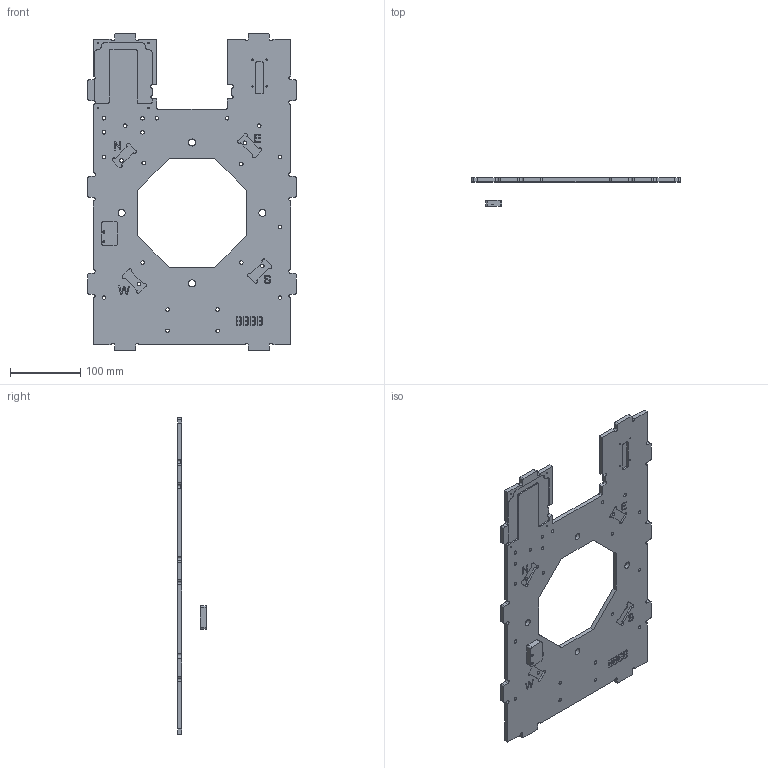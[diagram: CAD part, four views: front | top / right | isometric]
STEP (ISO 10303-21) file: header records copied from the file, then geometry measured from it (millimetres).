
FILE_DESCRIPTION(/* description */ (''),/* implementation_level */ '2;1');
FILE_NAME(/* name */ 'Face Mount.step',/* time_stamp */ '2022-06-22T11:31:54-05:00',/* author */ (''),/* organization */ (''),/* preprocessor_version */ 'ST-DEVELOPER v19',/* originating_system */ 'Autodesk Translation Framework v11.7.0.108',/* authorisation */ '');
FILE_SCHEMA (('AUTOMOTIVE_DESIGN { 1 0 10303 214 3 1 1 }'));
Length unit declared in the file: millimetre
Products named in the file (1): Competition Target Holder
Bounding box: 296 x 40.5 x 450.57 mm (x, y, z)
Volume: 545779.4 mm3; surface area: 209440.4 mm2
Topology: 2 solids, 2 shells, 470 faces, 1257 edges, 774 vertices
Faces by surface type: plane 307, cylinder 124, bspline 39
Full cylindrical faces by diameter (mm): 2 x8, 3 x2, 5 x26, 6 x1, 10 x4
Entity records: 15018 total; most frequent: CARTESIAN_POINT 3165, ORIENTED_EDGE 2514, DIRECTION 2295, EDGE_CURVE 1257, LINE 927, VECTOR 927, VERTEX_POINT 774, AXIS2_PLACEMENT_3D 684
